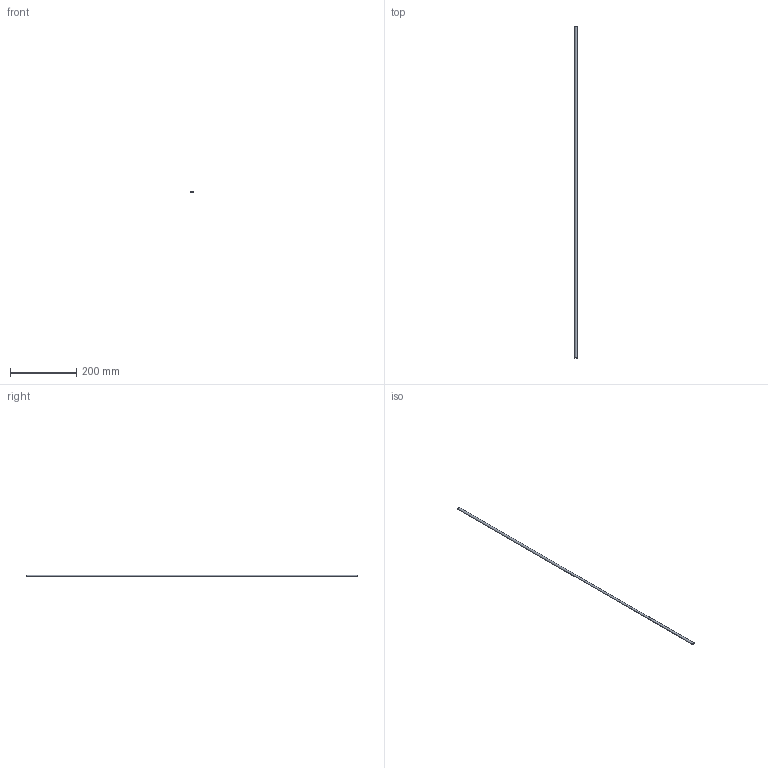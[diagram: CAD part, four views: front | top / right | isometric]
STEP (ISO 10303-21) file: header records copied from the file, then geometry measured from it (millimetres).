
FILE_DESCRIPTION(/* description */ ('Unknown'),/* implementation_level */ '2;1');
FILE_NAME(/* name */ '30308503599',/* time_stamp */ '2024-09-13T13:23:43+08:00',/* author */ ('Unknown'),/* organization */ ('Unknown'),/* preprocessor_version */ 'ST-DEVELOPER v19.4',/* originating_system */ 'Solid Edge',/* authorisation */ 'Unknown');
FILE_SCHEMA (('AUTOMOTIVE_DESIGN {1 0 10303 214 3 1 1}'));
Length unit declared in the file: millimetre
Products named in the file (4): 30308503599; Nicu-woven; Foam; Release Tape
Assembly tree (3 placements, depth 2):
  30308503599
    Nicu-woven
    Foam
    Release Tape
Bounding box: 8.5 x 1000 x 3.65 mm (x, y, z)
Volume: 22758.2 mm3; surface area: 66113.6 mm2
Topology: 3 solids, 3 shells, 16 faces, 30 edges, 20 vertices
Faces by surface type: plane 13, cylinder 3
Entity records: 507 total; most frequent: DIRECTION 76, CARTESIAN_POINT 70, ORIENTED_EDGE 60, EDGE_CURVE 30, AXIS2_PLACEMENT_3D 26, LINE 24, VECTOR 24, VERTEX_POINT 20
